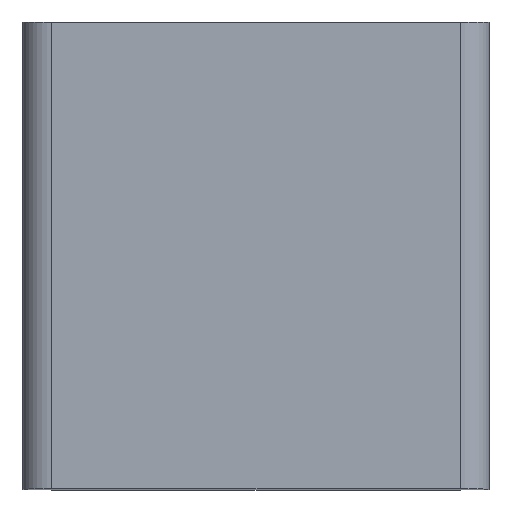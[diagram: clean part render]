
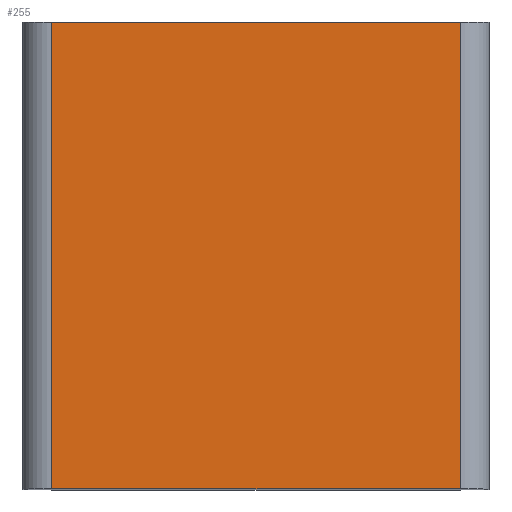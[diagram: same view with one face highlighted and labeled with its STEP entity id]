
A CAD part, top view. The second image highlights one B-rep face of the part: STEP entity #255.
In plain terms, the highlighted planar face has unit normal (0, 0, 1).
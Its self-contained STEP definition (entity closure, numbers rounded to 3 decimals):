
#25=LINE('',#346,#41);
#30=LINE('',#367,#46);
#35=LINE('',#378,#51);
#36=LINE('',#380,#52);
#41=VECTOR('',#292,1000.);
#46=VECTOR('',#309,1000.);
#51=VECTOR('',#322,1000.);
#52=VECTOR('',#325,1000.);
#84=ORIENTED_EDGE('',*,*,#107,.F.);
#85=ORIENTED_EDGE('',*,*,#124,.F.);
#86=ORIENTED_EDGE('',*,*,#117,.T.);
#87=ORIENTED_EDGE('',*,*,#123,.T.);
#107=EDGE_CURVE('',#131,#132,#25,.T.);
#117=EDGE_CURVE('',#142,#141,#30,.T.);
#123=EDGE_CURVE('',#141,#132,#35,.T.);
#124=EDGE_CURVE('',#142,#131,#36,.T.);
#131=VERTEX_POINT('',#345);
#132=VERTEX_POINT('',#347);
#141=VERTEX_POINT('',#366);
#142=VERTEX_POINT('',#368);
#157=EDGE_LOOP('',(#84,#85,#86,#87));
#167=FACE_BOUND('',#157,.T.);
#175=PLANE('',#278);
#255=ADVANCED_FACE('',(#167),#175,.T.);
#278=AXIS2_PLACEMENT_3D('',#379,#323,#324);
#292=DIRECTION('',(1.,0.,0.));
#309=DIRECTION('',(1.,0.,0.));
#322=DIRECTION('',(0.,1.,0.));
#323=DIRECTION('',(0.,0.,1.));
#324=DIRECTION('',(1.,0.,0.));
#325=DIRECTION('',(0.,1.,0.));
#345=CARTESIAN_POINT('',(-3.5,4.,10.));
#346=CARTESIAN_POINT('',(-3.5,4.,10.));
#347=CARTESIAN_POINT('',(3.5,4.,10.));
#366=CARTESIAN_POINT('',(3.5,-4.,10.));
#367=CARTESIAN_POINT('',(-3.5,-4.,10.));
#368=CARTESIAN_POINT('',(-3.5,-4.,10.));
#378=CARTESIAN_POINT('',(3.5,-4.,10.));
#379=CARTESIAN_POINT('',(-3.5,-4.,10.));
#380=CARTESIAN_POINT('',(-3.5,-4.,10.));
